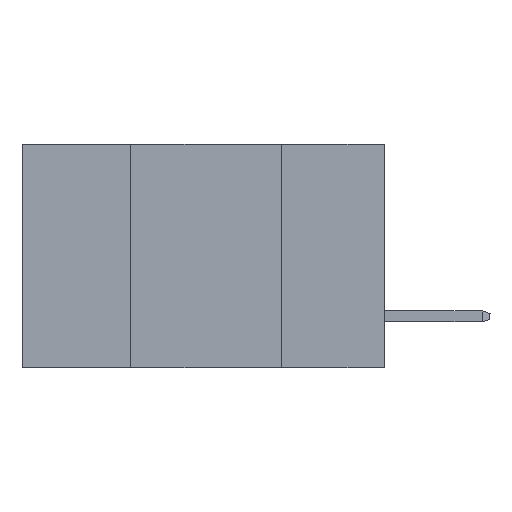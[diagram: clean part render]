
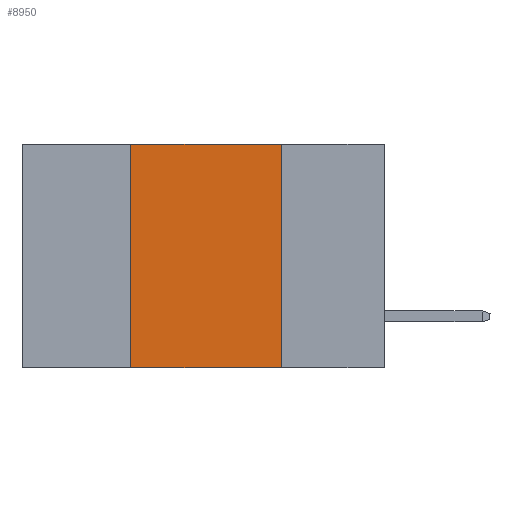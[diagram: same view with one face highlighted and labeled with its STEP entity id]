
A CAD part, left-side view. The second image highlights one B-rep face of the part: STEP entity #8950.
In plain terms, the highlighted planar face has unit normal (-1, 0, 0).
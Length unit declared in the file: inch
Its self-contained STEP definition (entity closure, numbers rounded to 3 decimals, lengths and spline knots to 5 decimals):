
#375 = EDGE_LOOP ( 'NONE', ( #675, #4925, #7806, #6158 ) ) ;
#620 = CARTESIAN_POINT ( 'NONE',  ( 0., 0.6, 0. ) ) ;
#675 = ORIENTED_EDGE ( 'NONE', *, *, #6946, .F. ) ;
#1164 = AXIS2_PLACEMENT_3D ( 'NONE', #620, #4991, #6718 ) ;
#2430 = DIRECTION ( 'NONE',  ( 0., 0., -1. ) ) ;
#2505 = VECTOR ( 'NONE', #6179, 39.37008 ) ;
#2574 = EDGE_CURVE ( 'NONE', #4941, #9987, #7977, .T. ) ;
#2615 = CARTESIAN_POINT ( 'NONE',  ( 0., 0.42, 0. ) ) ;
#3138 = CARTESIAN_POINT ( 'NONE',  ( 0., 0.42, -0.37 ) ) ;
#3435 = VERTEX_POINT ( 'NONE', #8922 ) ;
#3743 = DIRECTION ( 'NONE',  ( 0., -1., 0. ) ) ;
#4075 = FACE_OUTER_BOUND ( 'NONE', #375, .T. ) ;
#4145 = LINE ( 'NONE', #5851, #4282 ) ;
#4282 = VECTOR ( 'NONE', #2430, 39.37008 ) ;
#4373 = CARTESIAN_POINT ( 'NONE',  ( 0., 0.42, 0. ) ) ;
#4925 = ORIENTED_EDGE ( 'NONE', *, *, #2574, .F. ) ;
#4941 = VERTEX_POINT ( 'NONE', #4373 ) ;
#4991 = DIRECTION ( 'NONE',  ( 1., 0., 0. ) ) ;
#5404 = VERTEX_POINT ( 'NONE', #3138 ) ;
#5417 = VECTOR ( 'NONE', #3743, 39.37008 ) ;
#5785 = DIRECTION ( 'NONE',  ( 0., -1., 0. ) ) ;
#5851 = CARTESIAN_POINT ( 'NONE',  ( 0., 0.17, 0. ) ) ;
#6158 = ORIENTED_EDGE ( 'NONE', *, *, #10149, .T. ) ;
#6179 = DIRECTION ( 'NONE',  ( 0., 0., 1. ) ) ;
#6659 = EDGE_CURVE ( 'NONE', #5404, #4941, #10325, .T. ) ;
#6688 = CARTESIAN_POINT ( 'NONE',  ( 0., 0.6, -0.37 ) ) ;
#6718 = DIRECTION ( 'NONE',  ( 0., 0., -1. ) ) ;
#6946 = EDGE_CURVE ( 'NONE', #9987, #3435, #4145, .T. ) ;
#7439 = LINE ( 'NONE', #6688, #8372 ) ;
#7806 = ORIENTED_EDGE ( 'NONE', *, *, #6659, .F. ) ;
#7977 = LINE ( 'NONE', #8907, #5417 ) ;
#8372 = VECTOR ( 'NONE', #5785, 39.37008 ) ;
#8397 = PLANE ( 'NONE',  #1164 ) ;
#8907 = CARTESIAN_POINT ( 'NONE',  ( 0., 0.6, 0. ) ) ;
#8922 = CARTESIAN_POINT ( 'NONE',  ( 0., 0.17, -0.37 ) ) ;
#8950 = ADVANCED_FACE ( 'NONE', ( #4075 ), #8397, .F. ) ;
#9987 = VERTEX_POINT ( 'NONE', #10682 ) ;
#10149 = EDGE_CURVE ( 'NONE', #5404, #3435, #7439, .T. ) ;
#10325 = LINE ( 'NONE', #2615, #2505 ) ;
#10682 = CARTESIAN_POINT ( 'NONE',  ( 0., 0.17, 0. ) ) ;
